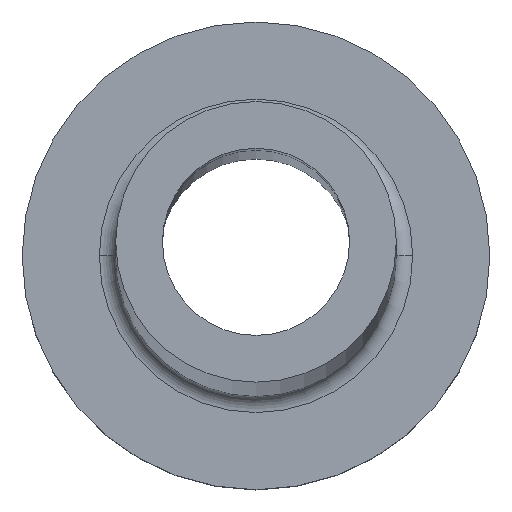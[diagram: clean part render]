
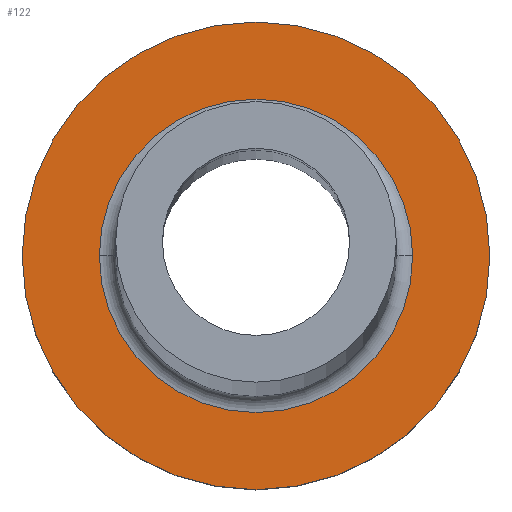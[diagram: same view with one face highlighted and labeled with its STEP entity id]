
A CAD part, top view. The second image highlights one B-rep face of the part: STEP entity #122.
In plain terms, the highlighted planar face has unit normal (0, 0, 1).
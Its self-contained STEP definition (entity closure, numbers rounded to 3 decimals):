
#4 = CIRCLE ( 'NONE', #356, 10. ) ;
#8 = CARTESIAN_POINT ( 'NONE',  ( 0., 0., 7. ) ) ;
#21 = CARTESIAN_POINT ( 'NONE',  ( 0., 0., 7. ) ) ;
#38 = CARTESIAN_POINT ( 'NONE',  ( 0., 0., 7. ) ) ;
#61 = CIRCLE ( 'NONE', #233, 6.7 ) ;
#73 = CIRCLE ( 'NONE', #309, 10. ) ;
#81 = DIRECTION ( 'NONE',  ( 1., 0., 0. ) ) ;
#87 = DIRECTION ( 'NONE',  ( 0., 0., 1. ) ) ;
#90 = FACE_OUTER_BOUND ( 'NONE', #216, .T. ) ;
#96 = VERTEX_POINT ( 'NONE', #146 ) ;
#98 = EDGE_CURVE ( 'NONE', #348, #399, #306, .T. ) ;
#100 = ORIENTED_EDGE ( 'NONE', *, *, #277, .T. ) ;
#122 = ADVANCED_FACE ( 'NONE', ( #370, #90 ), #330, .T. ) ;
#125 = CARTESIAN_POINT ( 'NONE',  ( 6.7, 0., 7. ) ) ;
#143 = EDGE_CURVE ( 'NONE', #399, #348, #61, .T. ) ;
#146 = CARTESIAN_POINT ( 'NONE',  ( -10., 0., 7. ) ) ;
#154 = DIRECTION ( 'NONE',  ( 0., 0., -1. ) ) ;
#161 = CARTESIAN_POINT ( 'NONE',  ( 10., 0., 7. ) ) ;
#168 = CARTESIAN_POINT ( 'NONE',  ( 0., 0., 7. ) ) ;
#180 = AXIS2_PLACEMENT_3D ( 'NONE', #38, #154, #81 ) ;
#186 = CARTESIAN_POINT ( 'NONE',  ( -6.7, 0., 7. ) ) ;
#216 = EDGE_LOOP ( 'NONE', ( #100, #442 ) ) ;
#233 = AXIS2_PLACEMENT_3D ( 'NONE', #168, #444, #447 ) ;
#236 = DIRECTION ( 'NONE',  ( 1., 0., 0. ) ) ;
#237 = DIRECTION ( 'NONE',  ( 0., 0., 1. ) ) ;
#271 = DIRECTION ( 'NONE',  ( 1., 0., 0. ) ) ;
#277 = EDGE_CURVE ( 'NONE', #96, #425, #4, .T. ) ;
#306 = CIRCLE ( 'NONE', #180, 6.7 ) ;
#309 = AXIS2_PLACEMENT_3D ( 'NONE', #21, #87, #236 ) ;
#314 = EDGE_LOOP ( 'NONE', ( #317, #421 ) ) ;
#317 = ORIENTED_EDGE ( 'NONE', *, *, #143, .T. ) ;
#330 = PLANE ( 'NONE',  #406 ) ;
#348 = VERTEX_POINT ( 'NONE', #186 ) ;
#356 = AXIS2_PLACEMENT_3D ( 'NONE', #458, #426, #271 ) ;
#370 = FACE_BOUND ( 'NONE', #314, .T. ) ;
#377 = DIRECTION ( 'NONE',  ( 1., 0., 0. ) ) ;
#399 = VERTEX_POINT ( 'NONE', #125 ) ;
#406 = AXIS2_PLACEMENT_3D ( 'NONE', #8, #237, #377 ) ;
#421 = ORIENTED_EDGE ( 'NONE', *, *, #98, .T. ) ;
#425 = VERTEX_POINT ( 'NONE', #161 ) ;
#426 = DIRECTION ( 'NONE',  ( 0., 0., 1. ) ) ;
#442 = ORIENTED_EDGE ( 'NONE', *, *, #452, .T. ) ;
#444 = DIRECTION ( 'NONE',  ( 0., 0., -1. ) ) ;
#447 = DIRECTION ( 'NONE',  ( 1., 0., 0. ) ) ;
#452 = EDGE_CURVE ( 'NONE', #425, #96, #73, .T. ) ;
#458 = CARTESIAN_POINT ( 'NONE',  ( 0., 0., 7. ) ) ;
